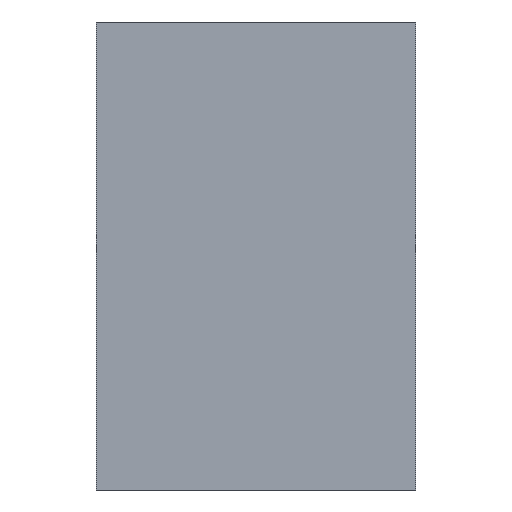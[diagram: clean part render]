
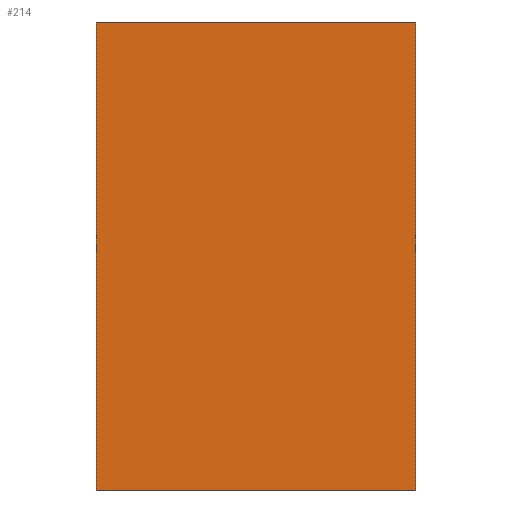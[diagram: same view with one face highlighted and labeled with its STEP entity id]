
A CAD part, left-side view. The second image highlights one B-rep face of the part: STEP entity #214.
In plain terms, the highlighted planar face has unit normal (-1, 0, 0).
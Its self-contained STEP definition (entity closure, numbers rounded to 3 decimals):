
#27=FACE_OUTER_BOUND('',#40,.T.);
#40=EDGE_LOOP('',(#171,#172,#173,#174));
#63=LINE('',#336,#88);
#65=LINE('',#346,#90);
#66=LINE('',#347,#91);
#67=LINE('',#348,#92);
#88=VECTOR('',#275,10.);
#90=VECTOR('',#285,10.);
#91=VECTOR('',#286,10.);
#92=VECTOR('',#287,10.);
#106=VERTEX_POINT('',#329);
#109=VERTEX_POINT('',#334);
#112=VERTEX_POINT('',#344);
#113=VERTEX_POINT('',#345);
#131=EDGE_CURVE('',#109,#106,#63,.T.);
#135=EDGE_CURVE('',#112,#113,#65,.T.);
#136=EDGE_CURVE('',#112,#106,#66,.T.);
#137=EDGE_CURVE('',#113,#109,#67,.T.);
#171=ORIENTED_EDGE('',*,*,#135,.F.);
#172=ORIENTED_EDGE('',*,*,#136,.T.);
#173=ORIENTED_EDGE('',*,*,#131,.F.);
#174=ORIENTED_EDGE('',*,*,#137,.F.);
#202=PLANE('',#242);
#214=ADVANCED_FACE('',(#27),#202,.T.);
#242=AXIS2_PLACEMENT_3D('',#343,#283,#284);
#275=DIRECTION('',(0.,-1.,0.));
#283=DIRECTION('center_axis',(-1.,0.,0.));
#284=DIRECTION('ref_axis',(0.,-1.,0.));
#285=DIRECTION('',(0.,1.,0.));
#286=DIRECTION('',(0.,0.,1.));
#287=DIRECTION('',(0.,0.,1.));
#329=CARTESIAN_POINT('',(0.,-43.,63.));
#334=CARTESIAN_POINT('',(0.,0.,63.));
#336=CARTESIAN_POINT('',(0.,-43.,63.));
#343=CARTESIAN_POINT('Origin',(0.,0.,0.));
#344=CARTESIAN_POINT('',(0.,-43.,0.));
#345=CARTESIAN_POINT('',(0.,0.,0.));
#346=CARTESIAN_POINT('',(0.,-43.,0.));
#347=CARTESIAN_POINT('',(0.,-43.,0.));
#348=CARTESIAN_POINT('',(0.,0.,0.));
